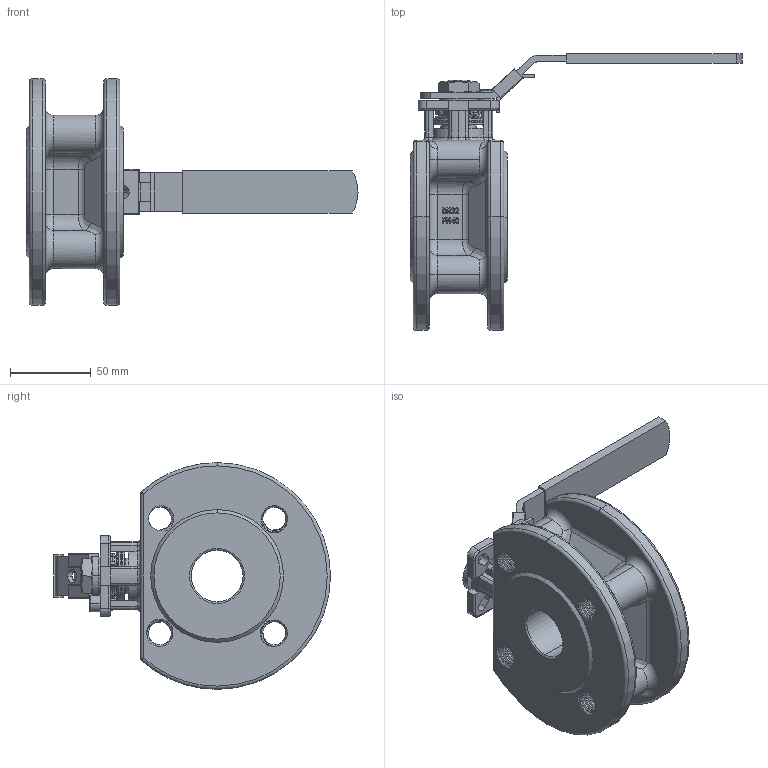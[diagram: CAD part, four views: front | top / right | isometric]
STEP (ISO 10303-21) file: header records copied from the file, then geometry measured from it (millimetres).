
FILE_DESCRIPTION (( 'STEP AP203' ), '1' );
FILE_NAME ('×°ÅäÌå2.STEP', '2017-03-07T01:45:19', ( 'XiTongTianDi' ), ( 'XiTongTianDi.Com' ), 'SwSTEP 2.0', 'SolidWorks 2013', '' );
FILE_SCHEMA (( 'CONFIG_CONTROL_DESIGN' ));
Length unit declared in the file: millimetre
Products named in the file (3): 1.25; 蚾饜极2; DN32
Assembly tree (2 placements, depth 2):
  蚾饜极2
    DN32
    1.25
Bounding box: 205 x 171 x 140 mm (x, y, z)
Volume: 520006.3 mm3; surface area: 113795.4 mm2
Topology: 3 solids, 3 shells, 1125 faces, 3185 edges, 2017 vertices
Faces by surface type: cylinder 508, plane 331, bspline 145, torus 83, cone 50, sphere 8
Entity records: 79349 total; most frequent: CARTESIAN_POINT 52926, ORIENTED_EDGE 6322, DIRECTION 4618, EDGE_CURVE 3161, VERTEX_POINT 2017, AXIS2_PLACEMENT_3D 1592, LINE 1434, VECTOR 1434
